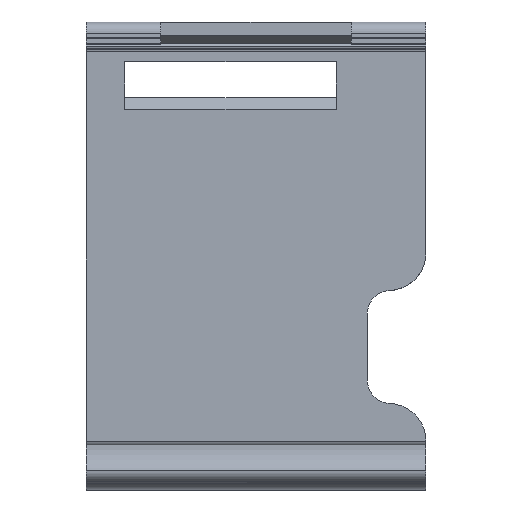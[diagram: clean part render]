
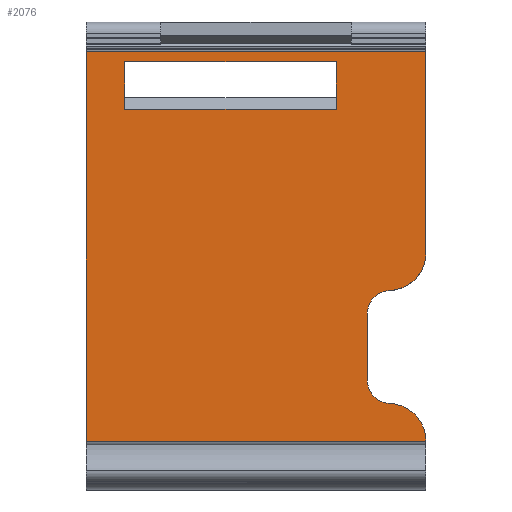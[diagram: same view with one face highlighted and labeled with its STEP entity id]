
A CAD part, top view. The second image highlights one B-rep face of the part: STEP entity #2076.
In plain terms, the highlighted planar face has unit normal (0, 0, 1).
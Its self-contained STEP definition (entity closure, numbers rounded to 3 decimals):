
#82=FACE_BOUND('',#261,.T.);
#89=CIRCLE('',#2222,10.);
#90=CIRCLE('',#2223,6.);
#91=CIRCLE('',#2224,6.);
#92=CIRCLE('',#2225,10.);
#148=FACE_OUTER_BOUND('',#260,.T.);
#260=EDGE_LOOP('',(#1436,#1437,#1438,#1439,#1440,#1441,#1442,#1443,#1444,
#1445));
#261=EDGE_LOOP('',(#1446,#1447,#1448,#1449));
#402=LINE('',#3034,#644);
#403=LINE('',#3038,#645);
#404=LINE('',#3040,#646);
#405=LINE('',#3046,#647);
#406=LINE('',#3052,#648);
#407=LINE('',#3054,#649);
#408=LINE('',#3055,#650);
#409=LINE('',#3057,#651);
#410=LINE('',#3059,#652);
#411=LINE('',#3060,#653);
#644=VECTOR('',#2445,10.);
#645=VECTOR('',#2448,1.);
#646=VECTOR('',#2449,10.);
#647=VECTOR('',#2454,10.);
#648=VECTOR('',#2459,10.);
#649=VECTOR('',#2460,10.);
#650=VECTOR('',#2461,10.);
#651=VECTOR('',#2462,10.);
#652=VECTOR('',#2463,10.);
#653=VECTOR('',#2464,10.);
#880=VERTEX_POINT('',#3028);
#882=VERTEX_POINT('',#3032);
#883=VERTEX_POINT('',#3036);
#884=VERTEX_POINT('',#3037);
#885=VERTEX_POINT('',#3039);
#886=VERTEX_POINT('',#3041);
#887=VERTEX_POINT('',#3043);
#888=VERTEX_POINT('',#3045);
#889=VERTEX_POINT('',#3047);
#890=VERTEX_POINT('',#3049);
#891=VERTEX_POINT('',#3051);
#892=VERTEX_POINT('',#3053);
#893=VERTEX_POINT('',#3056);
#894=VERTEX_POINT('',#3058);
#1099=EDGE_CURVE('',#880,#882,#402,.T.);
#1100=EDGE_CURVE('',#883,#884,#403,.T.);
#1101=EDGE_CURVE('',#883,#885,#404,.T.);
#1102=EDGE_CURVE('',#885,#886,#89,.T.);
#1103=EDGE_CURVE('',#886,#887,#90,.T.);
#1104=EDGE_CURVE('',#887,#888,#405,.T.);
#1105=EDGE_CURVE('',#888,#889,#91,.T.);
#1106=EDGE_CURVE('',#889,#890,#92,.T.);
#1107=EDGE_CURVE('',#891,#890,#406,.T.);
#1108=EDGE_CURVE('',#891,#892,#407,.T.);
#1109=EDGE_CURVE('',#884,#892,#408,.T.);
#1110=EDGE_CURVE('',#893,#880,#409,.T.);
#1111=EDGE_CURVE('',#882,#894,#410,.T.);
#1112=EDGE_CURVE('',#893,#894,#411,.T.);
#1436=ORIENTED_EDGE('',*,*,#1100,.F.);
#1437=ORIENTED_EDGE('',*,*,#1101,.T.);
#1438=ORIENTED_EDGE('',*,*,#1102,.T.);
#1439=ORIENTED_EDGE('',*,*,#1103,.T.);
#1440=ORIENTED_EDGE('',*,*,#1104,.T.);
#1441=ORIENTED_EDGE('',*,*,#1105,.T.);
#1442=ORIENTED_EDGE('',*,*,#1106,.T.);
#1443=ORIENTED_EDGE('',*,*,#1107,.F.);
#1444=ORIENTED_EDGE('',*,*,#1108,.T.);
#1445=ORIENTED_EDGE('',*,*,#1109,.F.);
#1446=ORIENTED_EDGE('',*,*,#1110,.T.);
#1447=ORIENTED_EDGE('',*,*,#1099,.T.);
#1448=ORIENTED_EDGE('',*,*,#1111,.T.);
#1449=ORIENTED_EDGE('',*,*,#1112,.F.);
#1999=PLANE('',#2221);
#2076=ADVANCED_FACE('',(#148,#82),#1999,.F.);
#2221=AXIS2_PLACEMENT_3D('',#3035,#2446,#2447);
#2222=AXIS2_PLACEMENT_3D('',#3042,#2450,#2451);
#2223=AXIS2_PLACEMENT_3D('',#3044,#2452,#2453);
#2224=AXIS2_PLACEMENT_3D('',#3048,#2455,#2456);
#2225=AXIS2_PLACEMENT_3D('',#3050,#2457,#2458);
#2445=DIRECTION('',(0.,-1.,0.));
#2446=DIRECTION('center_axis',(0.,0.,-1.));
#2447=DIRECTION('ref_axis',(-1.,0.,0.));
#2448=DIRECTION('',(-1.,0.,0.));
#2449=DIRECTION('',(0.,1.,0.));
#2450=DIRECTION('center_axis',(0.,0.,1.));
#2451=DIRECTION('ref_axis',(-1.,0.,0.));
#2452=DIRECTION('center_axis',(0.,0.,-1.));
#2453=DIRECTION('ref_axis',(-1.,0.,0.));
#2454=DIRECTION('',(0.,1.,0.));
#2455=DIRECTION('center_axis',(0.,0.,-1.));
#2456=DIRECTION('ref_axis',(-0.707,0.707,0.));
#2457=DIRECTION('center_axis',(0.,0.,1.));
#2458=DIRECTION('ref_axis',(-1.,0.,0.));
#2459=DIRECTION('',(0.,-1.,0.));
#2460=DIRECTION('',(-1.,0.,0.));
#2461=DIRECTION('',(0.,1.,0.));
#2462=DIRECTION('',(1.,0.,0.));
#2463=DIRECTION('',(-1.,0.,0.));
#2464=DIRECTION('',(0.,-1.,0.));
#3028=CARTESIAN_POINT('',(21.25,51.832,-19.526));
#3032=CARTESIAN_POINT('',(21.25,39.338,-19.523));
#3034=CARTESIAN_POINT('',(21.25,12.806,-19.516));
#3035=CARTESIAN_POINT('Origin',(-0.5,-16.739,-19.509));
#3036=CARTESIAN_POINT('',(45.,-48.625,-19.5));
#3037=CARTESIAN_POINT('',(-45.,-48.625,-19.5));
#3038=CARTESIAN_POINT('',(45.,-48.625,-19.5));
#3039=CARTESIAN_POINT('',(45.,-48.59,-19.5));
#3040=CARTESIAN_POINT('',(45.,-33.168,-19.504));
#3041=CARTESIAN_POINT('',(35.313,-38.594,-19.503));
#3042=CARTESIAN_POINT('Origin',(35.,-48.59,-19.5));
#3043=CARTESIAN_POINT('',(29.5,-32.597,-19.504));
#3044=CARTESIAN_POINT('Origin',(35.5,-32.597,-19.504));
#3045=CARTESIAN_POINT('',(29.5,-14.719,-19.509));
#3046=CARTESIAN_POINT('',(29.5,-15.729,-19.509));
#3047=CARTESIAN_POINT('',(35.313,-8.722,-19.511));
#3048=CARTESIAN_POINT('Origin',(35.5,-14.719,-19.509));
#3049=CARTESIAN_POINT('',(45.,1.273,-19.513));
#3050=CARTESIAN_POINT('Origin',(35.,1.273,-19.513));
#3051=CARTESIAN_POINT('',(45.,54.533,-19.527));
#3052=CARTESIAN_POINT('',(45.,19.179,-19.518));
#3053=CARTESIAN_POINT('',(-45.,54.533,-19.527));
#3054=CARTESIAN_POINT('',(-17.75,54.533,-19.527));
#3055=CARTESIAN_POINT('',(-45.,23.403,-19.519));
#3056=CARTESIAN_POINT('',(-34.75,51.832,-19.526));
#3057=CARTESIAN_POINT('',(9.875,51.832,-19.526));
#3058=CARTESIAN_POINT('',(-34.75,39.338,-19.523));
#3059=CARTESIAN_POINT('',(9.375,39.338,-19.523));
#3060=CARTESIAN_POINT('',(-34.75,17.806,-19.517));
